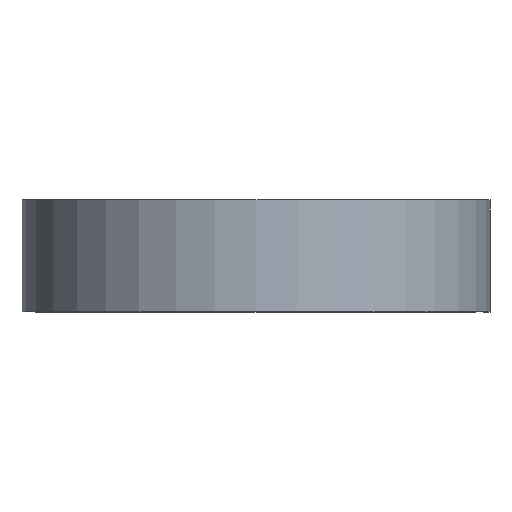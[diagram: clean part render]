
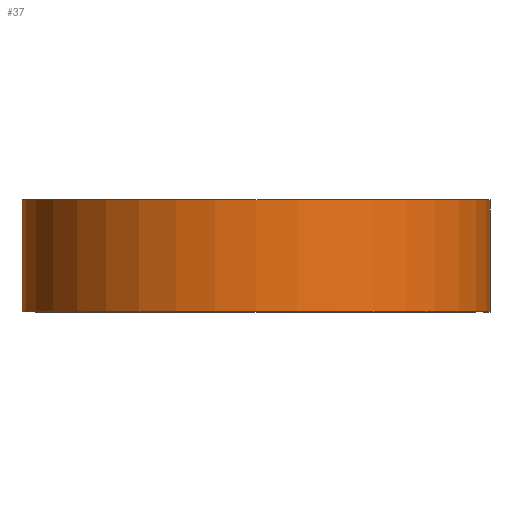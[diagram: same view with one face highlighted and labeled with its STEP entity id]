
A CAD part, top view. The second image highlights one B-rep face of the part: STEP entity #37.
In plain terms, the highlighted cylindrical face has radius 46.457 mm (diameter 92.913 mm), a partial arc.
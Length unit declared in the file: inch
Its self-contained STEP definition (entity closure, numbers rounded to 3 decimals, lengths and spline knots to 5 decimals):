
#18 = EDGE_CURVE ( 'NONE', #649, #358, #724, .T. ) ;
#37 = ADVANCED_FACE ( 'NONE', ( #537 ), #187, .T. ) ;
#41 = AXIS2_PLACEMENT_3D ( 'NONE', #239, #697, #284 ) ;
#43 = ORIENTED_EDGE ( 'NONE', *, *, #71, .T. ) ;
#61 = CARTESIAN_POINT ( 'NONE',  ( 1.829, 0.4375, 0. ) ) ;
#71 = EDGE_CURVE ( 'NONE', #468, #649, #548, .T. ) ;
#75 = CARTESIAN_POINT ( 'NONE',  ( 0., 0.4375, 0. ) ) ;
#98 = CARTESIAN_POINT ( 'NONE',  ( 1.829, -0.4375, 0. ) ) ;
#113 = DIRECTION ( 'NONE',  ( 0., 1., 0. ) ) ;
#115 = ORIENTED_EDGE ( 'NONE', *, *, #139, .F. ) ;
#139 = EDGE_CURVE ( 'NONE', #468, #442, #585, .T. ) ;
#154 = ORIENTED_EDGE ( 'NONE', *, *, #166, .F. ) ;
#166 = EDGE_CURVE ( 'NONE', #442, #358, #563, .T. ) ;
#187 = CYLINDRICAL_SURFACE ( 'NONE', #380, 1.829 ) ;
#222 = CARTESIAN_POINT ( 'NONE',  ( 0., 0.4375, -1.829 ) ) ;
#231 = DIRECTION ( 'NONE',  ( 0., 0., -1. ) ) ;
#239 = CARTESIAN_POINT ( 'NONE',  ( 0., 0.4375, 0. ) ) ;
#244 = AXIS2_PLACEMENT_3D ( 'NONE', #378, #113, #455 ) ;
#262 = EDGE_LOOP ( 'NONE', ( #590, #154, #115, #43 ) ) ;
#284 = DIRECTION ( 'NONE',  ( 1., 0., 0. ) ) ;
#285 = DIRECTION ( 'NONE',  ( 0., -1., 0. ) ) ;
#328 = CARTESIAN_POINT ( 'NONE',  ( 0., 0.4375, -1.829 ) ) ;
#358 = VERTEX_POINT ( 'NONE', #98 ) ;
#365 = CARTESIAN_POINT ( 'NONE',  ( 0., -0.4375, -1.829 ) ) ;
#378 = CARTESIAN_POINT ( 'NONE',  ( 0., -0.4375, 0. ) ) ;
#380 = AXIS2_PLACEMENT_3D ( 'NONE', #75, #533, #231 ) ;
#442 = VERTEX_POINT ( 'NONE', #61 ) ;
#455 = DIRECTION ( 'NONE',  ( 1., 0., 0. ) ) ;
#468 = VERTEX_POINT ( 'NONE', #222 ) ;
#533 = DIRECTION ( 'NONE',  ( 0., -1., 0. ) ) ;
#537 = FACE_OUTER_BOUND ( 'NONE', #262, .T. ) ;
#540 = DIRECTION ( 'NONE',  ( 0., -1., 0. ) ) ;
#548 = LINE ( 'NONE', #328, #554 ) ;
#554 = VECTOR ( 'NONE', #540, 39.37008 ) ;
#563 = LINE ( 'NONE', #699, #604 ) ;
#585 = CIRCLE ( 'NONE', #41, 1.829 ) ;
#590 = ORIENTED_EDGE ( 'NONE', *, *, #18, .T. ) ;
#604 = VECTOR ( 'NONE', #285, 39.37008 ) ;
#649 = VERTEX_POINT ( 'NONE', #365 ) ;
#697 = DIRECTION ( 'NONE',  ( 0., 1., 0. ) ) ;
#699 = CARTESIAN_POINT ( 'NONE',  ( 1.829, 0.4375, 0. ) ) ;
#724 = CIRCLE ( 'NONE', #244, 1.829 ) ;
